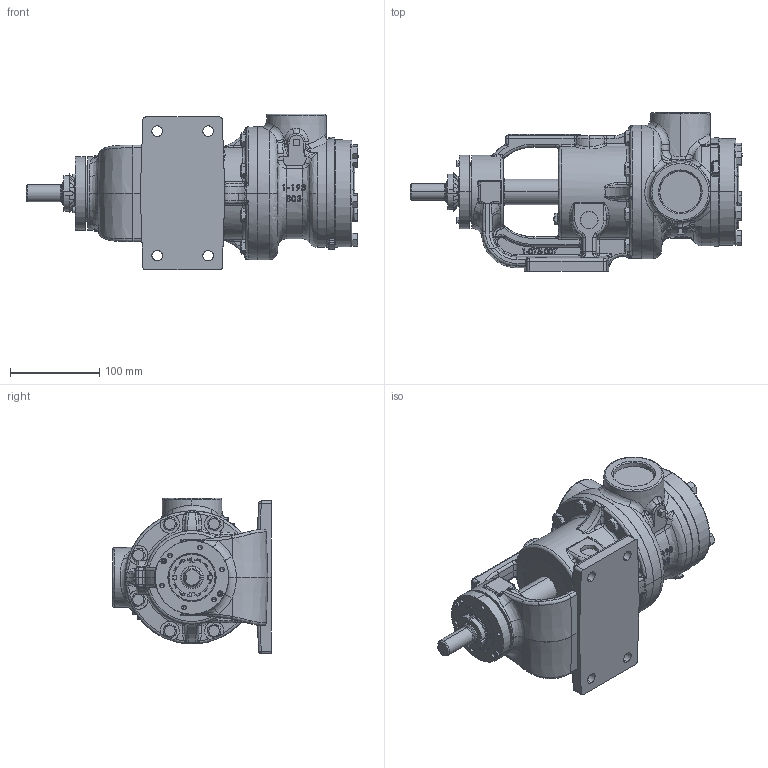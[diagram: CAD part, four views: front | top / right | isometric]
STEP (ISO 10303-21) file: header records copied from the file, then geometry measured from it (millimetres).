
FILE_DESCRIPTION (( 'STEP AP214' ), '1' );
FILE_NAME ('H724.STEP', '2016-08-24T21:38:29', ( '' ), ( '' ), 'SwSTEP 2.0', 'SolidWorks 2015', '' );
FILE_SCHEMA (( 'AUTOMOTIVE_DESIGN' ));
Length unit declared in the file: inch
Products named in the file (1): H724
Bounding box: 372.44 x 177.8 x 174.62 mm (x, y, z)
Volume: 3237124.9 mm3; surface area: 234484.4 mm2
Topology: 1 solids, 1 shells, 1726 faces, 4298 edges, 2577 vertices
Faces by surface type: bspline 573, plane 522, cylinder 348, cone 283
Entity records: 109086 total; most frequent: CARTESIAN_POINT 50697, ORIENTED_EDGE 8458, DIRECTION 6149, EDGE_CURVE 4229, VERTEX_POINT 2577, AXIS2_PLACEMENT_3D 2387, EDGE_LOOP 1810, UNCERTAINTY_MEASURE_WITH_UNIT 1729
